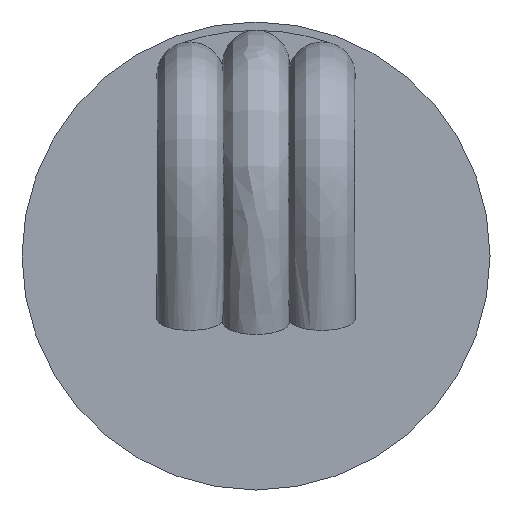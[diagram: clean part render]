
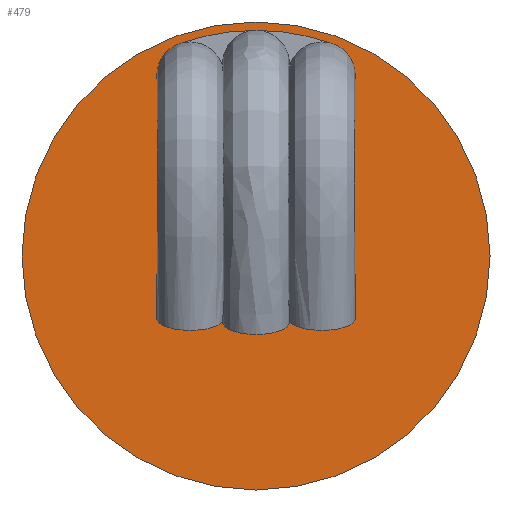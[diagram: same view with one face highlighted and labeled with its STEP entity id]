
A CAD part, front view. The second image highlights one B-rep face of the part: STEP entity #479.
In plain terms, the highlighted planar face has unit normal (0, -1, 0).
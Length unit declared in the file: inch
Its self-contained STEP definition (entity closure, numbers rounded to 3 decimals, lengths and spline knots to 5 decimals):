
#15=FACE_BOUND('',#109,.T.);
#41=PLANE('',#563);
#74=FACE_OUTER_BOUND('',#108,.T.);
#108=EDGE_LOOP('',(#414));
#109=EDGE_LOOP('',(#415,#416,#417,#418,#419,#420,#421));
#121=CIRCLE('',#502,0.07874);
#122=CIRCLE('',#504,0.5315);
#124=CIRCLE('',#507,0.37402);
#137=CIRCLE('',#526,0.07874);
#144=CIRCLE('',#538,0.07874);
#145=CIRCLE('',#540,0.5315);
#146=CIRCLE('',#542,0.37402);
#157=CIRCLE('',#564,0.55118);
#204=VERTEX_POINT('',#746);
#208=VERTEX_POINT('',#754);
#209=VERTEX_POINT('',#758);
#211=VERTEX_POINT('',#764);
#213=VERTEX_POINT('',#767);
#218=VERTEX_POINT('',#948);
#221=VERTEX_POINT('',#1321);
#232=VERTEX_POINT('',#1364);
#243=EDGE_CURVE('',#204,#208,#121,.T.);
#245=EDGE_CURVE('',#208,#209,#122,.T.);
#248=EDGE_CURVE('',#213,#211,#124,.T.);
#263=EDGE_CURVE('',#218,#204,#137,.T.);
#278=EDGE_CURVE('',#221,#213,#144,.T.);
#280=EDGE_CURVE('',#209,#221,#145,.T.);
#281=EDGE_CURVE('',#211,#218,#146,.T.);
#297=EDGE_CURVE('',#232,#232,#157,.T.);
#414=ORIENTED_EDGE('',*,*,#297,.T.);
#415=ORIENTED_EDGE('',*,*,#245,.T.);
#416=ORIENTED_EDGE('',*,*,#280,.T.);
#417=ORIENTED_EDGE('',*,*,#278,.T.);
#418=ORIENTED_EDGE('',*,*,#248,.T.);
#419=ORIENTED_EDGE('',*,*,#281,.T.);
#420=ORIENTED_EDGE('',*,*,#263,.T.);
#421=ORIENTED_EDGE('',*,*,#243,.T.);
#479=ADVANCED_FACE('',(#74,#15),#41,.F.);
#502=AXIS2_PLACEMENT_3D('',#756,#587,#588);
#504=AXIS2_PLACEMENT_3D('',#761,#592,#593);
#507=AXIS2_PLACEMENT_3D('',#768,#599,#600);
#526=AXIS2_PLACEMENT_3D('',#949,#638,#639);
#538=AXIS2_PLACEMENT_3D('',#1322,#667,#668);
#540=AXIS2_PLACEMENT_3D('',#1325,#672,#673);
#542=AXIS2_PLACEMENT_3D('',#1327,#676,#677);
#563=AXIS2_PLACEMENT_3D('',#1363,#723,#724);
#564=AXIS2_PLACEMENT_3D('',#1365,#725,#726);
#587=DIRECTION('center_axis',(0.,1.,0.));
#588=DIRECTION('ref_axis',(1.,0.,0.));
#592=DIRECTION('center_axis',(0.,1.,0.));
#593=DIRECTION('ref_axis',(1.,0.,0.));
#599=DIRECTION('center_axis',(0.,-1.,0.));
#600=DIRECTION('ref_axis',(1.,0.,0.));
#638=DIRECTION('center_axis',(0.,1.,0.));
#639=DIRECTION('ref_axis',(1.,0.,0.));
#667=DIRECTION('center_axis',(0.,1.,0.));
#668=DIRECTION('ref_axis',(1.,0.,0.));
#672=DIRECTION('center_axis',(0.,1.,0.));
#673=DIRECTION('ref_axis',(1.,0.,0.));
#676=DIRECTION('center_axis',(0.,-1.,0.));
#677=DIRECTION('ref_axis',(1.,0.,0.));
#723=DIRECTION('center_axis',(0.,1.,0.));
#724=DIRECTION('ref_axis',(1.,0.,0.));
#725=DIRECTION('center_axis',(0.,-1.,0.));
#726=DIRECTION('ref_axis',(1.,0.,0.));
#746=CARTESIAN_POINT('',(-0.23382,-0.9252,0.42537));
#754=CARTESIAN_POINT('',(-0.18205,-0.9252,0.49935));
#756=CARTESIAN_POINT('Origin',(-0.15508,-0.9252,0.42537));
#758=CARTESIAN_POINT('',(0.,-0.9252,0.5315));
#761=CARTESIAN_POINT('Origin',(0.,-0.9252,0.));
#764=CARTESIAN_POINT('',(0.,-0.9252,0.37402));
#767=CARTESIAN_POINT('',(0.12811,-0.9252,0.35139));
#768=CARTESIAN_POINT('Origin',(0.,-0.9252,0.));
#948=CARTESIAN_POINT('',(-0.12811,-0.9252,0.35139));
#949=CARTESIAN_POINT('Origin',(-0.15508,-0.9252,0.42537));
#1321=CARTESIAN_POINT('',(0.18205,-0.9252,0.49935));
#1322=CARTESIAN_POINT('Origin',(0.15508,-0.9252,0.42537));
#1325=CARTESIAN_POINT('Origin',(0.,-0.9252,0.));
#1327=CARTESIAN_POINT('Origin',(0.,-0.9252,0.));
#1363=CARTESIAN_POINT('Origin',(0.,-0.9252,0.));
#1364=CARTESIAN_POINT('',(-0.55118,-0.9252,0.));
#1365=CARTESIAN_POINT('Origin',(0.,-0.9252,0.));
